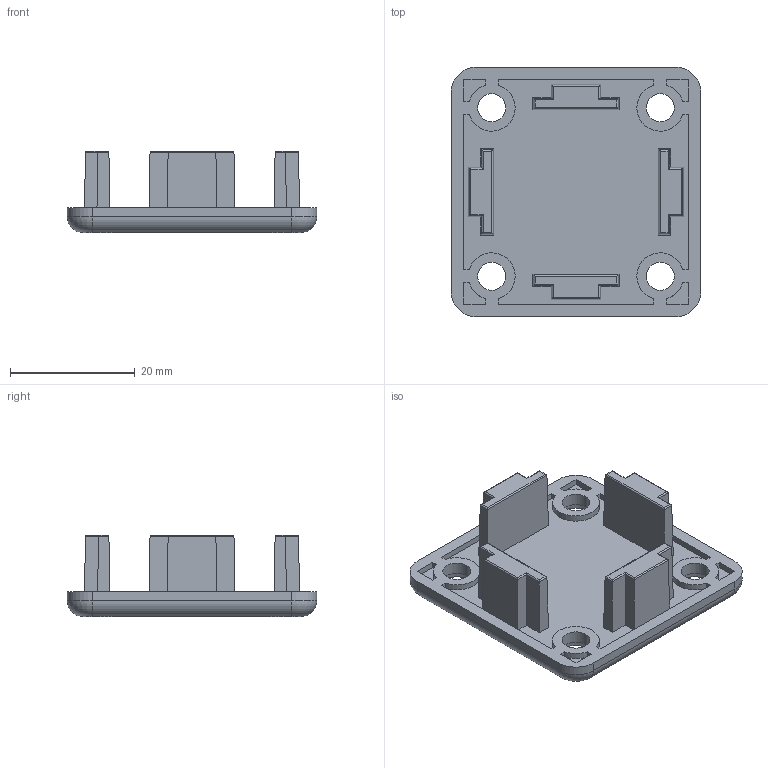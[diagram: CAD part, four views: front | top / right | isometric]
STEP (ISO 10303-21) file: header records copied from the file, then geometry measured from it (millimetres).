
FILE_DESCRIPTION(('STEP AP214'),'1');
FILE_NAME('fath_091168.stp','2017-09-06T22:25:39',('TraceParts'),('TraceParts S.A.'),'Spatial InterOp 3D',' ',' ');
FILE_SCHEMA(('automotive_design'));
Length unit declared in the file: millimetre
Products named in the file (1): fath_091168
Bounding box: 40 x 40 x 13 mm (x, y, z)
Volume: 6145.4 mm3; surface area: 5398.5 mm2
Topology: 1 solids, 1 shells, 155 faces, 392 edges, 248 vertices
Faces by surface type: plane 83, cylinder 68, torus 4
Entity records: 5887 total; most frequent: CARTESIAN_POINT 936, ORIENTED_EDGE 784, DIRECTION 740, EDGE_CURVE 392, LINE 268, VECTOR 268, VERTEX_POINT 248, AXIS2_PLACEMENT_3D 236
